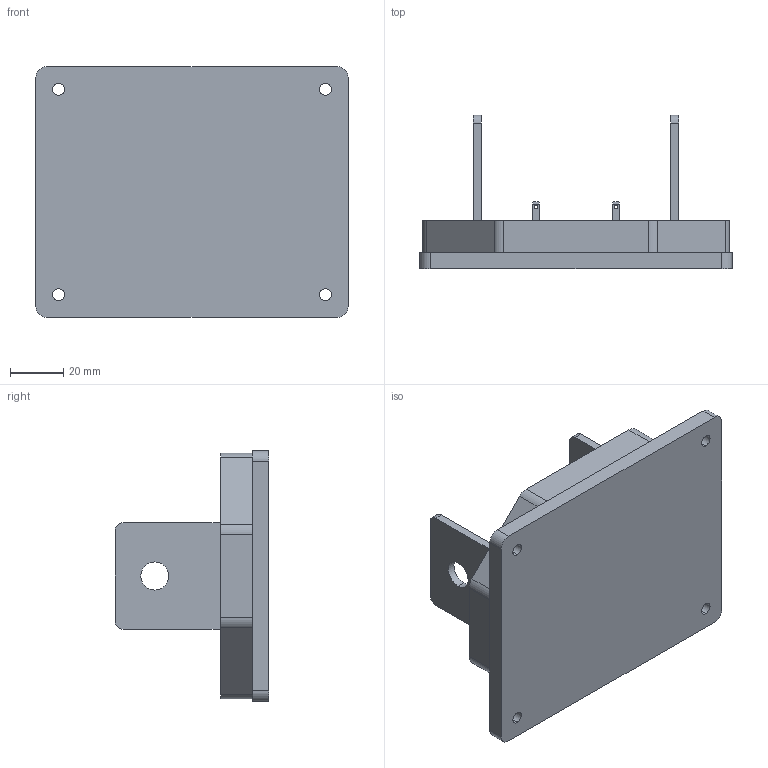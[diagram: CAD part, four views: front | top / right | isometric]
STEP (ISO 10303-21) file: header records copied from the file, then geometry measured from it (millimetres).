
FILE_DESCRIPTION (( 'STEP AP203' ), '1' );
FILE_NAME ('UHPS.STEP', '2021-11-02T01:37:33', ( '' ), ( '' ), 'SwSTEP 2.0', 'SolidWorks 2013', '' );
FILE_SCHEMA (( 'CONFIG_CONTROL_DESIGN' ));
Length unit declared in the file: millimetre
Products named in the file (1): UHPS
Bounding box: 117 x 57.6 x 94 mm (x, y, z)
Volume: 181747.2 mm3; surface area: 35604.2 mm2
Topology: 1 solids, 1 shells, 92 faces, 232 edges, 152 vertices
Faces by surface type: plane 52, cylinder 40
Entity records: 2881 total; most frequent: DIRECTION 498, CARTESIAN_POINT 477, ORIENTED_EDGE 464, EDGE_CURVE 232, AXIS2_PLACEMENT_3D 173, VECTOR 152, LINE 152, VERTEX_POINT 152
